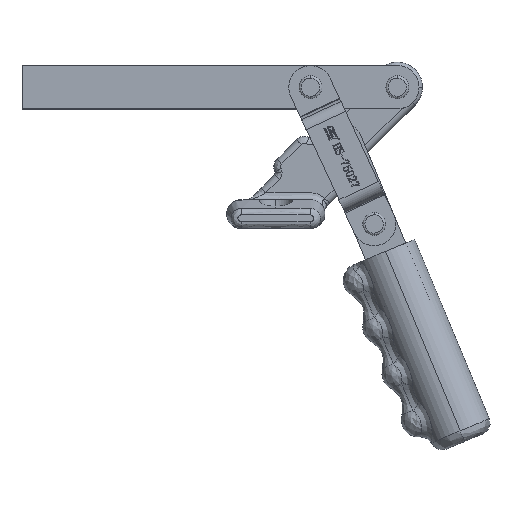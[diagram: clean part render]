
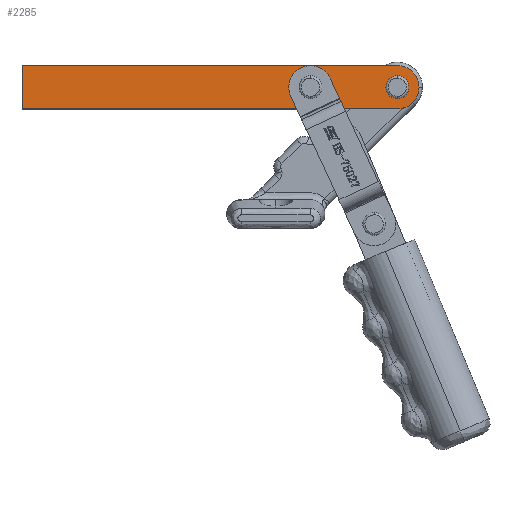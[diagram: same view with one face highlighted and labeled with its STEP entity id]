
A CAD part, top view. The second image highlights one B-rep face of the part: STEP entity #2285.
In plain terms, the highlighted planar face has unit normal (0, 0, 1).
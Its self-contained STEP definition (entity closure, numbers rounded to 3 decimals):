
#1365 = VERTEX_POINT ( 'NONE', #15340 ) ;
#1411 = VERTEX_POINT ( 'NONE', #15315 ) ;
#1716 = VERTEX_POINT ( 'NONE', #15075 ) ;
#1889 = VERTEX_POINT ( 'NONE', #14885 ) ;
#2285 = ADVANCED_FACE ( 'NONE', ( #9997, #9992, #9994 ), #26104, .T. ) ;
#8872 = AXIS2_PLACEMENT_3D ( 'NONE', #17266, #17269, #17271 ) ;
#8873 = AXIS2_PLACEMENT_3D ( 'NONE', #17296, #17299, #17300 ) ;
#8874 = AXIS2_PLACEMENT_3D ( 'NONE', #17306, #17309, #17311 ) ;
#8886 = AXIS2_PLACEMENT_3D ( 'NONE', #17568, #17571, #17574 ) ;
#8888 = AXIS2_PLACEMENT_3D ( 'NONE', #17599, #17602, #17604 ) ;
#9992 = FACE_BOUND ( 'NONE', #10706, .T. ) ;
#9994 = FACE_BOUND ( 'NONE', #10562, .T. ) ;
#9997 = FACE_OUTER_BOUND ( 'NONE', #10566, .T. ) ;
#10467 = VERTEX_POINT ( 'NONE', #21834 ) ;
#10562 = EDGE_LOOP ( 'NONE', ( #17432, #17479 ) ) ;
#10566 = EDGE_LOOP ( 'NONE', ( #17130, #17118, #17115, #16934 ) ) ;
#10605 = VERTEX_POINT ( 'NONE', #21851 ) ;
#10706 = EDGE_LOOP ( 'NONE', ( #16974, #17023 ) ) ;
#10903 = VERTEX_POINT ( 'NONE', #21855 ) ;
#11043 = VERTEX_POINT ( 'NONE', #21860 ) ;
#14096 = CARTESIAN_POINT ( 'NONE',  ( -82.1, 0., 9.5 ) ) ;
#14097 = DIRECTION ( 'NONE',  ( 0., -1., 0. ) ) ;
#14152 = LINE ( 'NONE', #14096, #14155 ) ;
#14155 = VECTOR ( 'NONE', #14097, 1000. ) ;
#14156 = LINE ( 'NONE', #17229, #14160 ) ;
#14157 = LINE ( 'NONE', #17263, #14167 ) ;
#14160 = VECTOR ( 'NONE', #17245, 1000. ) ;
#14161 = CIRCLE ( 'NONE', #8872, 9.5 ) ;
#14164 = CIRCLE ( 'NONE', #8873, 4. ) ;
#14167 = VECTOR ( 'NONE', #17276, 1000. ) ;
#14168 = CIRCLE ( 'NONE', #8874, 4. ) ;
#14212 = CIRCLE ( 'NONE', #8886, 4. ) ;
#14220 = CIRCLE ( 'NONE', #8888, 4. ) ;
#14885 = CARTESIAN_POINT ( 'NONE',  ( 40.1, 0., 9.5 ) ) ;
#15075 = CARTESIAN_POINT ( 'NONE',  ( 86.1, 0., 9.5 ) ) ;
#15315 = CARTESIAN_POINT ( 'NONE',  ( 48.1, 0., 9.5 ) ) ;
#15340 = CARTESIAN_POINT ( 'NONE',  ( 78.1, 0., 9.5 ) ) ;
#16934 = ORIENTED_EDGE ( 'NONE', *, *, #29819, .T. ) ;
#16974 = ORIENTED_EDGE ( 'NONE', *, *, #29823, .T. ) ;
#17023 = ORIENTED_EDGE ( 'NONE', *, *, #29856, .T. ) ;
#17115 = ORIENTED_EDGE ( 'NONE', *, *, #29821, .T. ) ;
#17118 = ORIENTED_EDGE ( 'NONE', *, *, #29814, .T. ) ;
#17130 = ORIENTED_EDGE ( 'NONE', *, *, #29817, .T. ) ;
#17229 = CARTESIAN_POINT ( 'NONE',  ( 0., 9.5, 9.5 ) ) ;
#17245 = DIRECTION ( 'NONE',  ( -1., 0., 0. ) ) ;
#17263 = CARTESIAN_POINT ( 'NONE',  ( 0., -9.5, 9.5 ) ) ;
#17266 = CARTESIAN_POINT ( 'NONE',  ( 82.1, 0., 9.5 ) ) ;
#17269 = DIRECTION ( 'NONE',  ( 0., 0., 1. ) ) ;
#17271 = DIRECTION ( 'NONE',  ( -1., 0., 0. ) ) ;
#17276 = DIRECTION ( 'NONE',  ( 1., 0., 0. ) ) ;
#17296 = CARTESIAN_POINT ( 'NONE',  ( 44.1, 0., 9.5 ) ) ;
#17299 = DIRECTION ( 'NONE',  ( 0., 0., -1. ) ) ;
#17300 = DIRECTION ( 'NONE',  ( -1., 0., 0. ) ) ;
#17306 = CARTESIAN_POINT ( 'NONE',  ( 82.1, 0., 9.5 ) ) ;
#17309 = DIRECTION ( 'NONE',  ( 0., 0., -1. ) ) ;
#17311 = DIRECTION ( 'NONE',  ( -1., 0., 0. ) ) ;
#17432 = ORIENTED_EDGE ( 'NONE', *, *, #29824, .T. ) ;
#17479 = ORIENTED_EDGE ( 'NONE', *, *, #29853, .T. ) ;
#17568 = CARTESIAN_POINT ( 'NONE',  ( 82.1, 0., 9.5 ) ) ;
#17571 = DIRECTION ( 'NONE',  ( 0., 0., -1. ) ) ;
#17574 = DIRECTION ( 'NONE',  ( -1., 0., 0. ) ) ;
#17599 = CARTESIAN_POINT ( 'NONE',  ( 44.1, 0., 9.5 ) ) ;
#17602 = DIRECTION ( 'NONE',  ( 0., 0., -1. ) ) ;
#17604 = DIRECTION ( 'NONE',  ( -1., 0., 0. ) ) ;
#21834 = CARTESIAN_POINT ( 'NONE',  ( -82.1, -9.5, 9.5 ) ) ;
#21851 = CARTESIAN_POINT ( 'NONE',  ( 82.1, -9.5, 9.5 ) ) ;
#21855 = CARTESIAN_POINT ( 'NONE',  ( -82.1, 9.5, 9.5 ) ) ;
#21860 = CARTESIAN_POINT ( 'NONE',  ( 82.1, 9.5, 9.5 ) ) ;
#26101 = DIRECTION ( 'NONE',  ( 1., 0., 0. ) ) ;
#26104 = PLANE ( 'NONE',  #30064 ) ;
#26106 = CARTESIAN_POINT ( 'NONE',  ( 0., 0., 9.5 ) ) ;
#26115 = DIRECTION ( 'NONE',  ( 0., 0., 1. ) ) ;
#29814 = EDGE_CURVE ( 'NONE', #10903, #10467, #14152, .T. ) ;
#29817 = EDGE_CURVE ( 'NONE', #11043, #10903, #14156, .T. ) ;
#29819 = EDGE_CURVE ( 'NONE', #10605, #11043, #14161, .T. ) ;
#29821 = EDGE_CURVE ( 'NONE', #10467, #10605, #14157, .T. ) ;
#29823 = EDGE_CURVE ( 'NONE', #1889, #1411, #14164, .T. ) ;
#29824 = EDGE_CURVE ( 'NONE', #1365, #1716, #14168, .T. ) ;
#29853 = EDGE_CURVE ( 'NONE', #1716, #1365, #14212, .T. ) ;
#29856 = EDGE_CURVE ( 'NONE', #1411, #1889, #14220, .T. ) ;
#30064 = AXIS2_PLACEMENT_3D ( 'NONE', #26106, #26115, #26101 ) ;
